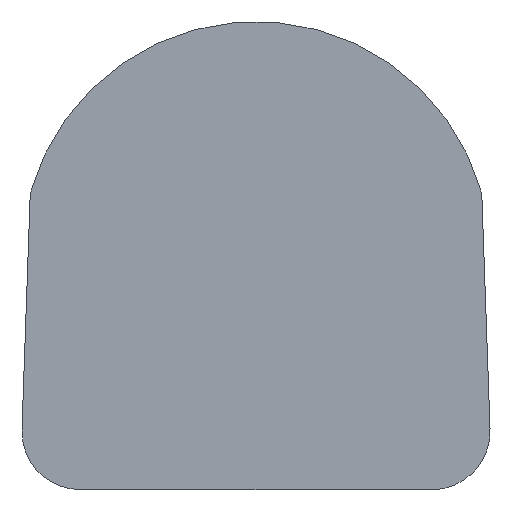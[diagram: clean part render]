
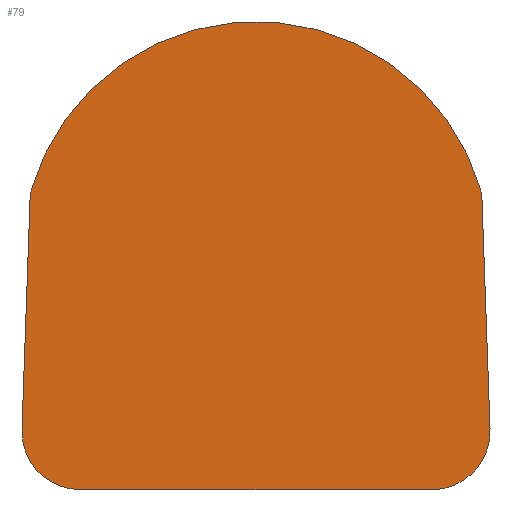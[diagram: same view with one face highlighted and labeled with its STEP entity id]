
A CAD part, top view. The second image highlights one B-rep face of the part: STEP entity #79.
In plain terms, the highlighted planar face has unit normal (0, 0, 1).
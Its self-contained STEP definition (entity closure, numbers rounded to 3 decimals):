
#39=PLANE('',#247);
#49=LINE('',#377,#63);
#51=LINE('',#381,#65);
#55=LINE('',#387,#69);
#63=VECTOR('',#283,1.);
#65=VECTOR('',#287,1.);
#69=VECTOR('',#293,1.);
#79=ADVANCED_FACE('',(#90),#39,.T.);
#90=FACE_OUTER_BOUND('',#100,.T.);
#100=EDGE_LOOP('',(#139,#140,#141,#142,#143,#144));
#106=CIRCLE('',#235,3.18);
#139=ORIENTED_EDGE('',*,*,#183,.F.);
#140=ORIENTED_EDGE('',*,*,#186,.F.);
#141=ORIENTED_EDGE('',*,*,#175,.F.);
#142=ORIENTED_EDGE('',*,*,#192,.F.);
#143=ORIENTED_EDGE('',*,*,#179,.F.);
#144=ORIENTED_EDGE('',*,*,#188,.F.);
#159=VERTEX_POINT('',#350);
#160=VERTEX_POINT('',#352);
#163=VERTEX_POINT('',#362);
#164=VERTEX_POINT('',#364);
#167=VERTEX_POINT('',#371);
#168=VERTEX_POINT('',#373);
#175=EDGE_CURVE('',#159,#160,#106,.T.);
#179=EDGE_CURVE('',#163,#164,#198,.T.);
#183=EDGE_CURVE('',#167,#168,#200,.T.);
#186=EDGE_CURVE('',#160,#167,#49,.T.);
#188=EDGE_CURVE('',#168,#163,#51,.T.);
#192=EDGE_CURVE('',#164,#159,#55,.T.);
#198=ELLIPSE('',#238,0.822,0.8);
#200=ELLIPSE('',#241,0.822,0.8);
#235=AXIS2_PLACEMENT_3D('',#351,#262,#263);
#238=AXIS2_PLACEMENT_3D('',#363,#269,#270);
#241=AXIS2_PLACEMENT_3D('',#372,#277,#278);
#247=AXIS2_PLACEMENT_3D('',#392,#300,#301);
#262=DIRECTION('',(0.,0.,-1.));
#263=DIRECTION('',(-1.,0.,0.));
#269=DIRECTION('',(0.,0.,-1.));
#270=DIRECTION('',(-0.555,-0.832,0.));
#277=DIRECTION('',(0.,0.,-1.));
#278=DIRECTION('',(-0.555,0.832,0.));
#283=DIRECTION('',(0.035,-0.999,0.));
#287=DIRECTION('',(-1.,0.,0.));
#293=DIRECTION('',(0.035,0.999,0.));
#300=DIRECTION('',(0.,0.,1.));
#301=DIRECTION('',(1.,0.,0.));
#350=CARTESIAN_POINT('',(-3.063,0.848,0.));
#351=CARTESIAN_POINT('',(0.,-0.005,0.));
#352=CARTESIAN_POINT('',(3.063,0.848,0.));
#362=CARTESIAN_POINT('',(-2.389,-3.175,0.));
#363=CARTESIAN_POINT('',(-2.369,-2.36,0.));
#364=CARTESIAN_POINT('',(-3.175,-2.351,0.));
#371=CARTESIAN_POINT('',(3.175,-2.351,0.));
#372=CARTESIAN_POINT('',(2.369,-2.36,0.));
#373=CARTESIAN_POINT('',(2.389,-3.175,0.));
#377=CARTESIAN_POINT('',(3.196,-2.952,0.));
#381=CARTESIAN_POINT('',(3.204,-3.175,0.));
#387=CARTESIAN_POINT('',(-3.204,-3.175,0.));
#392=CARTESIAN_POINT('',(0.,0.,0.));
